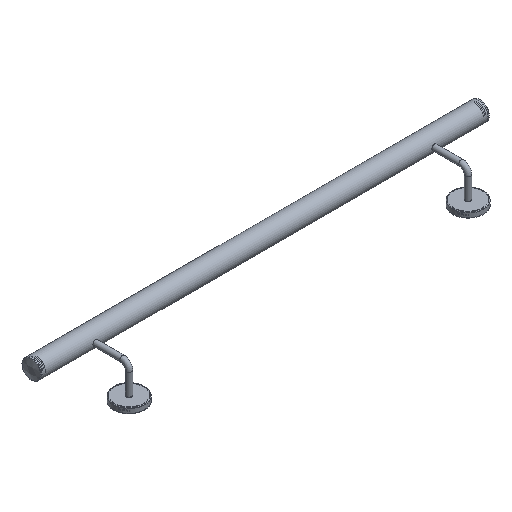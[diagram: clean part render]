
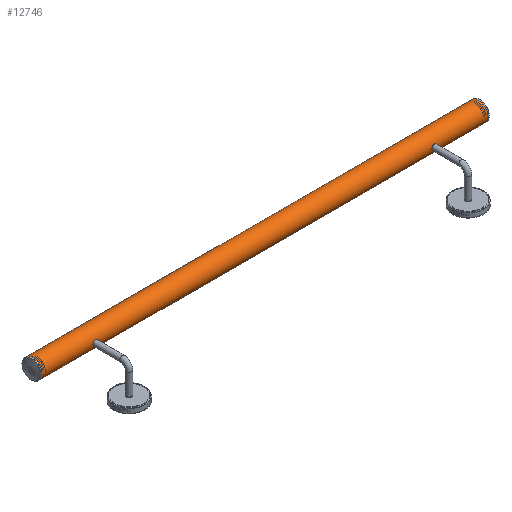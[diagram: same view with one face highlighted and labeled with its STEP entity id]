
A CAD part, isometric view. The second image highlights one B-rep face of the part: STEP entity #12746.
In plain terms, the highlighted cylindrical face has radius 21.2 mm (diameter 42.4 mm), a full revolution.
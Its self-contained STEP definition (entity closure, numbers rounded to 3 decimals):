
#2281 = EDGE_CURVE ( 'NONE', #29629, #29629, #6145, .T. ) ;
#2812 = CYLINDRICAL_SURFACE ( 'NONE', #6174, 21.2 ) ;
#3782 = ORIENTED_EDGE ( 'NONE', *, *, #2281, .T. ) ;
#6145 = CIRCLE ( 'NONE', #23729, 21.2 ) ;
#6174 = AXIS2_PLACEMENT_3D ( 'NONE', #28191, #7795, #7680 ) ;
#6439 = VERTEX_POINT ( 'NONE', #15221 ) ;
#7424 = EDGE_LOOP ( 'NONE', ( #3782 ) ) ;
#7680 = DIRECTION ( 'NONE',  ( 0., 0., 1. ) ) ;
#7795 = DIRECTION ( 'NONE',  ( -1., 0., 0. ) ) ;
#9551 = DIRECTION ( 'NONE',  ( 0., 0., -1. ) ) ;
#10336 = CIRCLE ( 'NONE', #32352, 21.2 ) ;
#10375 = DIRECTION ( 'NONE',  ( 0., 0., -1. ) ) ;
#12746 = ADVANCED_FACE ( 'NONE', ( #13269, #32858 ), #2812, .T. ) ;
#13269 = FACE_OUTER_BOUND ( 'NONE', #24715, .T. ) ;
#15221 = CARTESIAN_POINT ( 'NONE',  ( 500., 0., -21.2 ) ) ;
#16909 = ORIENTED_EDGE ( 'NONE', *, *, #20130, .F. ) ;
#17738 = DIRECTION ( 'NONE',  ( 1., 0., 0. ) ) ;
#19791 = CARTESIAN_POINT ( 'NONE',  ( -500., 0., -21.2 ) ) ;
#20130 = EDGE_CURVE ( 'NONE', #6439, #6439, #10336, .T. ) ;
#22550 = CARTESIAN_POINT ( 'NONE',  ( 500., 0., 0. ) ) ;
#23729 = AXIS2_PLACEMENT_3D ( 'NONE', #33047, #17738, #10375 ) ;
#24715 = EDGE_LOOP ( 'NONE', ( #16909 ) ) ;
#27690 = DIRECTION ( 'NONE',  ( 1., 0., 0. ) ) ;
#28191 = CARTESIAN_POINT ( 'NONE',  ( 500., 0., 0. ) ) ;
#29629 = VERTEX_POINT ( 'NONE', #19791 ) ;
#32352 = AXIS2_PLACEMENT_3D ( 'NONE', #22550, #27690, #9551 ) ;
#32858 = FACE_OUTER_BOUND ( 'NONE', #7424, .T. ) ;
#33047 = CARTESIAN_POINT ( 'NONE',  ( -500., 0., 0. ) ) ;
